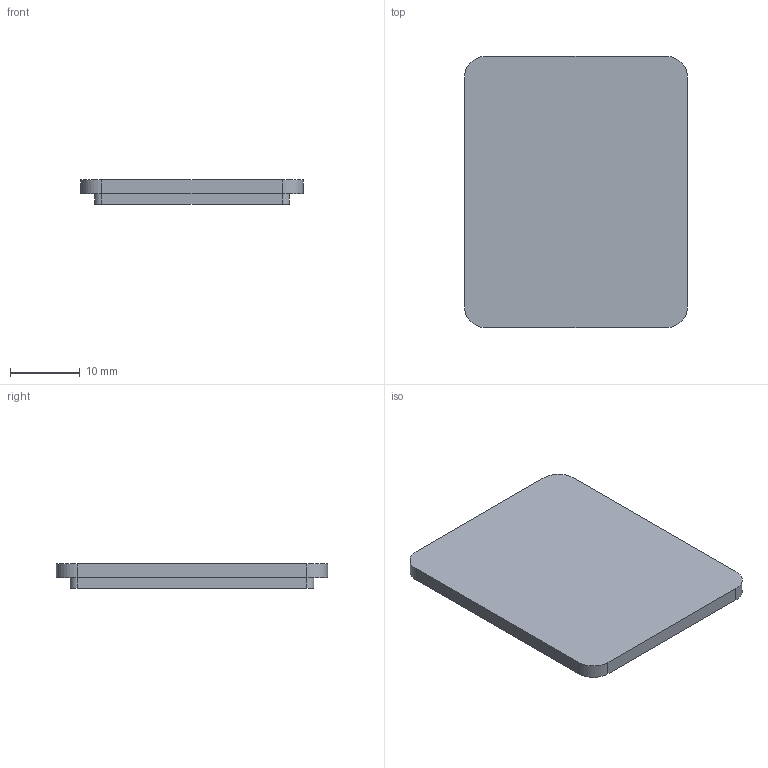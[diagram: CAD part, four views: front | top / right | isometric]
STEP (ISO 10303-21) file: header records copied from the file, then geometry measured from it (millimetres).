
FILE_DESCRIPTION(('FreeCAD Model'),'2;1');
FILE_NAME('Open CASCADE Shape Model','2023-12-03T11:16:51',(''),(''), 'Open CASCADE STEP processor 7.6','FreeCAD','Unknown');
FILE_SCHEMA(('AUTOMOTIVE_DESIGN { 1 0 10303 214 1 1 1 1 }'));
Length unit declared in the file: millimetre
Products named in the file (1): Corps-couvercle
Bounding box: 32 x 39 x 3.5 mm (x, y, z)
Volume: 3949.3 mm3; surface area: 2940.7 mm2
Topology: 1 solids, 1 shells, 19 faces, 48 edges, 32 vertices
Faces by surface type: plane 11, cylinder 8
Entity records: 602 total; most frequent: DIRECTION 104, CARTESIAN_POINT 100, ORIENTED_EDGE 96, EDGE_CURVE 48, AXIS2_PLACEMENT_3D 36, VERTEX_POINT 32, LINE 32, VECTOR 32
